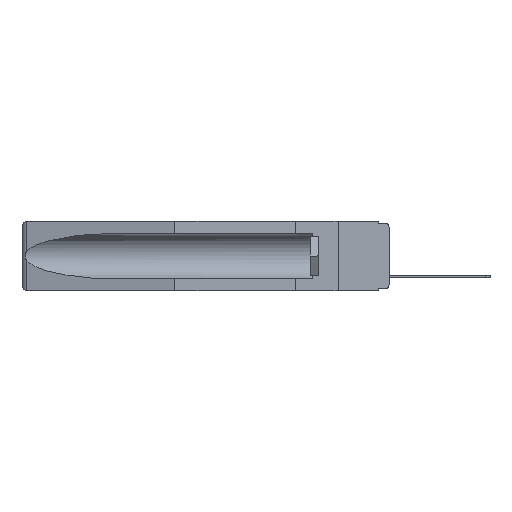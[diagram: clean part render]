
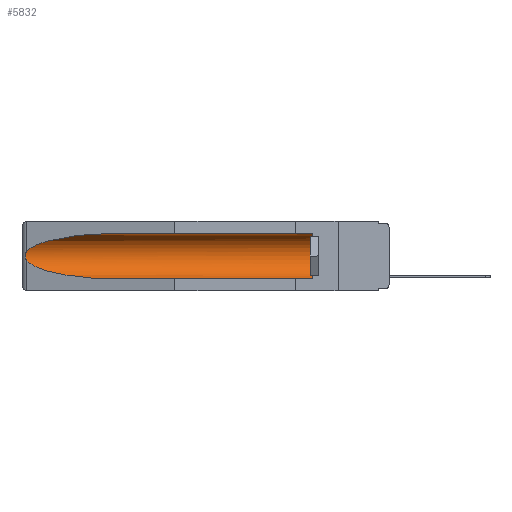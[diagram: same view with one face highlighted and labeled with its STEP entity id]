
A CAD part, left-side view. The second image highlights one B-rep face of the part: STEP entity #5832.
In plain terms, the highlighted cylindrical face has radius 2.857 mm (diameter 5.715 mm), a partial arc.
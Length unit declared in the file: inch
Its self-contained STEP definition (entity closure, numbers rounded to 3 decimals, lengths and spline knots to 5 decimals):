
#478 = DIRECTION ( 'NONE',  ( 0., -1., 0. ) ) ;
#520 = CARTESIAN_POINT ( 'NONE',  ( 0.21114, 1.30732, -0.284 ) ) ;
#522 = CARTESIAN_POINT ( 'NONE',  ( 0.155, 1.07973, -0.059 ) ) ;
#552 =( BOUNDED_CURVE ( )  B_SPLINE_CURVE ( 3, ( #10875, #14199, #520, #2377 ),
 .UNSPECIFIED., .F., .F. ) 
 B_SPLINE_CURVE_WITH_KNOTS ( ( 4, 4 ),
 ( 0.1948, 1.5708 ),
 .UNSPECIFIED. ) 
 CURVE ( )  GEOMETRIC_REPRESENTATION_ITEM ( )  RATIONAL_B_SPLINE_CURVE ( ( 1., 0.848, 0.848, 1. ) ) 
 REPRESENTATION_ITEM ( '' )  );
#1240 = CARTESIAN_POINT ( 'NONE',  ( 0.155, 0.126, -0.059 ) ) ;
#2189 = DIRECTION ( 'NONE',  ( 0., 0., 1. ) ) ;
#2377 = CARTESIAN_POINT ( 'NONE',  ( 0.155, 1.07973, -0.284 ) ) ;
#2535 = VECTOR ( 'NONE', #11426, 39.37008 ) ;
#2817 = VERTEX_POINT ( 'NONE', #17400 ) ;
#3390 = CARTESIAN_POINT ( 'NONE',  ( 0.26597, 1.5296, -0.19026 ) ) ;
#3613 = CARTESIAN_POINT ( 'NONE',  ( 0.26537, 1.52718, -0.14972 ) ) ;
#3746 = FACE_OUTER_BOUND ( 'NONE', #21588, .T. ) ;
#4061 = EDGE_CURVE ( 'NONE', #4238, #6834, #14465, .T. ) ;
#4238 = VERTEX_POINT ( 'NONE', #12761 ) ;
#4385 = EDGE_CURVE ( 'NONE', #18887, #9222, #19178, .T. ) ;
#4441 = ORIENTED_EDGE ( 'NONE', *, *, #9490, .F. ) ;
#5293 = CARTESIAN_POINT ( 'NONE',  ( 0.2675, 1.53308, -0.17534 ) ) ;
#5358 = CARTESIAN_POINT ( 'NONE',  ( 0.26654, 1.53092, -0.15636 ) ) ;
#5702 = CARTESIAN_POINT ( 'NONE',  ( 0.26537, 1.52718, -0.14972 ) ) ;
#5832 = ADVANCED_FACE ( 'NONE', ( #3746 ), #11259, .F. ) ;
#6427 = CARTESIAN_POINT ( 'NONE',  ( 0.155, -0.30754, -0.1715 ) ) ;
#6557 = ORIENTED_EDGE ( 'NONE', *, *, #20840, .T. ) ;
#6808 = CARTESIAN_POINT ( 'NONE',  ( 0.26597, 1.52961, -0.15275 ) ) ;
#6834 = VERTEX_POINT ( 'NONE', #14203 ) ;
#7218 = VERTEX_POINT ( 'NONE', #18820 ) ;
#7665 = ORIENTED_EDGE ( 'NONE', *, *, #4061, .T. ) ;
#8661 = CARTESIAN_POINT ( 'NONE',  ( 0.26537, 1.52718, -0.19328 ) ) ;
#9222 = VERTEX_POINT ( 'NONE', #17660 ) ;
#9391 = ORIENTED_EDGE ( 'NONE', *, *, #17286, .T. ) ;
#9490 = EDGE_CURVE ( 'NONE', #2817, #7218, #12742, .T. ) ;
#10875 = CARTESIAN_POINT ( 'NONE',  ( 0.26537, 1.52718, -0.19328 ) ) ;
#11259 = CYLINDRICAL_SURFACE ( 'NONE', #20207, 0.1125 ) ;
#11426 = DIRECTION ( 'NONE',  ( 0., 1., 0. ) ) ;
#11965 = CIRCLE ( 'NONE', #20573, 0.1125 ) ;
#12337 = ORIENTED_EDGE ( 'NONE', *, *, #4385, .T. ) ;
#12408 = CARTESIAN_POINT ( 'NONE',  ( 0.155, 0.126, -0.1715 ) ) ;
#12742 = LINE ( 'NONE', #16495, #2535 ) ;
#12761 = CARTESIAN_POINT ( 'NONE',  ( 0.26537, 1.52718, -0.14972 ) ) ;
#13303 = DIRECTION ( 'NONE',  ( 0., 0., 1. ) ) ;
#13674 = CARTESIAN_POINT ( 'NONE',  ( 0.2673, 1.5327, -0.16383 ) ) ;
#14199 = CARTESIAN_POINT ( 'NONE',  ( 0.25451, 1.48313, -0.24835 ) ) ;
#14203 = CARTESIAN_POINT ( 'NONE',  ( 0.26537, 1.52718, -0.19328 ) ) ;
#14465 = B_SPLINE_CURVE_WITH_KNOTS ( 'NONE', 3,
 ( #3613, #6808, #5358, #13674, #22205, #5293, #20768, #17324, #3390, #8661 ),
 .UNSPECIFIED., .F., .F.,
 ( 4, 2, 2, 2, 4 ),
 ( 0., 0.00029, 0.00058, 0.00087, 0.00117 ),
 .UNSPECIFIED. ) ;
#15019 = DIRECTION ( 'NONE',  ( 0., 1., 0. ) ) ;
#16003 = CARTESIAN_POINT ( 'NONE',  ( 0.21114, 1.30732, -0.059 ) ) ;
#16208 = VECTOR ( 'NONE', #15019, 39.37008 ) ;
#16495 = CARTESIAN_POINT ( 'NONE',  ( 0.155, -0.30754, -0.284 ) ) ;
#17286 = EDGE_CURVE ( 'NONE', #6834, #7218, #552, .T. ) ;
#17324 = CARTESIAN_POINT ( 'NONE',  ( 0.26655, 1.53094, -0.18657 ) ) ;
#17400 = CARTESIAN_POINT ( 'NONE',  ( 0.155, 0.126, -0.284 ) ) ;
#17660 = CARTESIAN_POINT ( 'NONE',  ( 0.155, 1.07973, -0.059 ) ) ;
#18340 = CARTESIAN_POINT ( 'NONE',  ( 0.155, -0.30754, -0.059 ) ) ;
#18447 = DIRECTION ( 'NONE',  ( 0., 1., 0. ) ) ;
#18713 = EDGE_CURVE ( 'NONE', #9222, #4238, #20535, .T. ) ;
#18820 = CARTESIAN_POINT ( 'NONE',  ( 0.155, 1.07973, -0.284 ) ) ;
#18887 = VERTEX_POINT ( 'NONE', #1240 ) ;
#19178 = LINE ( 'NONE', #18340, #16208 ) ;
#19551 = CARTESIAN_POINT ( 'NONE',  ( 0.25451, 1.48313, -0.09465 ) ) ;
#19722 = ORIENTED_EDGE ( 'NONE', *, *, #18713, .T. ) ;
#20207 = AXIS2_PLACEMENT_3D ( 'NONE', #6427, #18447, #13303 ) ;
#20535 =( BOUNDED_CURVE ( )  B_SPLINE_CURVE ( 3, ( #522, #16003, #19551, #5702 ),
 .UNSPECIFIED., .F., .F. ) 
 B_SPLINE_CURVE_WITH_KNOTS ( ( 4, 4 ),
 ( 4.71239, 6.08839 ),
 .UNSPECIFIED. ) 
 CURVE ( )  GEOMETRIC_REPRESENTATION_ITEM ( )  RATIONAL_B_SPLINE_CURVE ( ( 1., 0.848, 0.848, 1. ) ) 
 REPRESENTATION_ITEM ( '' )  );
#20573 = AXIS2_PLACEMENT_3D ( 'NONE', #12408, #478, #2189 ) ;
#20768 = CARTESIAN_POINT ( 'NONE',  ( 0.2673, 1.53269, -0.17917 ) ) ;
#20840 = EDGE_CURVE ( 'NONE', #2817, #18887, #11965, .T. ) ;
#21588 = EDGE_LOOP ( 'NONE', ( #19722, #7665, #9391, #4441, #6557, #12337 ) ) ;
#22205 = CARTESIAN_POINT ( 'NONE',  ( 0.2675, 1.53308, -0.16763 ) ) ;
